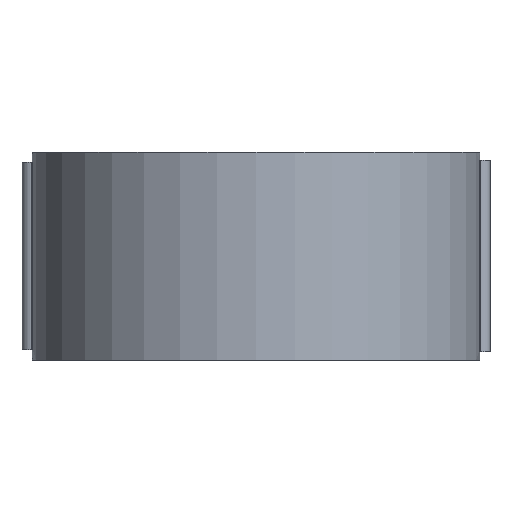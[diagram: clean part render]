
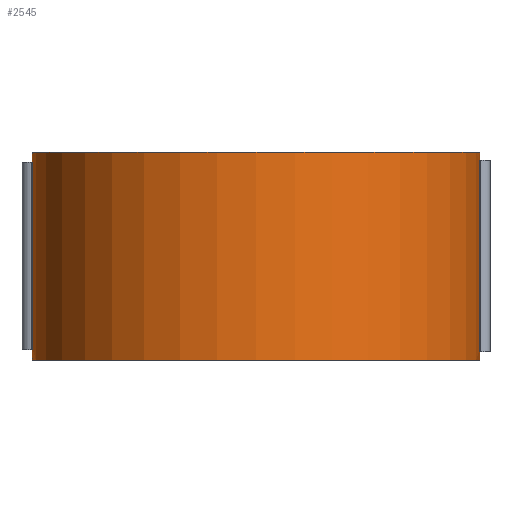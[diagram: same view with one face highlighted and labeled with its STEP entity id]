
A CAD part, front view. The second image highlights one B-rep face of the part: STEP entity #2545.
In plain terms, the highlighted cylindrical face has radius 10.75 mm (diameter 21.5 mm), a partial arc.
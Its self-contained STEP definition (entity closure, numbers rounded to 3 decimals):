
#138=CIRCLE('',#2760,10.75);
#139=CIRCLE('',#2761,10.75);
#140=CIRCLE('',#2762,10.75);
#141=CIRCLE('',#2763,10.75);
#142=CIRCLE('',#2764,10.75);
#143=CIRCLE('',#2765,10.75);
#323=LINE('',#4176,#507);
#331=LINE('',#4192,#515);
#334=LINE('',#4206,#518);
#335=LINE('',#4211,#519);
#336=LINE('',#4215,#520);
#337=LINE('',#4219,#521);
#507=VECTOR('',#3194,1000.);
#515=VECTOR('',#3202,1000.);
#518=VECTOR('',#3219,1000.);
#519=VECTOR('',#3224,1000.);
#520=VECTOR('',#3227,1000.);
#521=VECTOR('',#3230,1000.);
#793=ORIENTED_EDGE('',*,*,#1519,.T.);
#794=ORIENTED_EDGE('',*,*,#1534,.T.);
#795=ORIENTED_EDGE('',*,*,#1535,.F.);
#796=ORIENTED_EDGE('',*,*,#1536,.F.);
#797=ORIENTED_EDGE('',*,*,#1527,.T.);
#798=ORIENTED_EDGE('',*,*,#1537,.T.);
#799=ORIENTED_EDGE('',*,*,#1538,.F.);
#800=ORIENTED_EDGE('',*,*,#1539,.F.);
#801=ORIENTED_EDGE('',*,*,#1540,.F.);
#802=ORIENTED_EDGE('',*,*,#1541,.T.);
#803=ORIENTED_EDGE('',*,*,#1542,.F.);
#804=ORIENTED_EDGE('',*,*,#1543,.F.);
#1519=EDGE_CURVE('',#1879,#1878,#323,.T.);
#1527=EDGE_CURVE('',#1887,#1886,#331,.T.);
#1534=EDGE_CURVE('',#1878,#1890,#138,.T.);
#1535=EDGE_CURVE('',#1891,#1890,#334,.F.);
#1536=EDGE_CURVE('',#1887,#1891,#139,.T.);
#1537=EDGE_CURVE('',#1886,#1892,#140,.T.);
#1538=EDGE_CURVE('',#1893,#1892,#335,.T.);
#1539=EDGE_CURVE('',#1894,#1893,#141,.T.);
#1540=EDGE_CURVE('',#1895,#1894,#336,.T.);
#1541=EDGE_CURVE('',#1895,#1896,#142,.T.);
#1542=EDGE_CURVE('',#1897,#1896,#337,.T.);
#1543=EDGE_CURVE('',#1879,#1897,#143,.T.);
#1878=VERTEX_POINT('',#4175);
#1879=VERTEX_POINT('',#4177);
#1886=VERTEX_POINT('',#4191);
#1887=VERTEX_POINT('',#4193);
#1890=VERTEX_POINT('',#4205);
#1891=VERTEX_POINT('',#4207);
#1892=VERTEX_POINT('',#4210);
#1893=VERTEX_POINT('',#4212);
#1894=VERTEX_POINT('',#4214);
#1895=VERTEX_POINT('',#4216);
#1896=VERTEX_POINT('',#4218);
#1897=VERTEX_POINT('',#4220);
#2115=EDGE_LOOP('',(#793,#794,#795,#796,#797,#798,#799,#800,#801,#802,#803,
#804));
#2291=FACE_BOUND('',#2115,.T.);
#2460=CYLINDRICAL_SURFACE('',#2759,10.75);
#2545=ADVANCED_FACE('',(#2291),#2460,.T.);
#2759=AXIS2_PLACEMENT_3D('',#4203,#3215,#3216);
#2760=AXIS2_PLACEMENT_3D('',#4204,#3217,#3218);
#2761=AXIS2_PLACEMENT_3D('',#4208,#3220,#3221);
#2762=AXIS2_PLACEMENT_3D('',#4209,#3222,#3223);
#2763=AXIS2_PLACEMENT_3D('',#4213,#3225,#3226);
#2764=AXIS2_PLACEMENT_3D('',#4217,#3228,#3229);
#2765=AXIS2_PLACEMENT_3D('',#4221,#3231,#3232);
#3194=DIRECTION('',(0.,0.,-1.));
#3202=DIRECTION('',(0.,0.,-1.));
#3215=DIRECTION('',(0.,0.,-1.));
#3216=DIRECTION('',(-1.,0.,0.));
#3217=DIRECTION('',(0.,0.,1.));
#3218=DIRECTION('',(1.,0.,0.));
#3219=DIRECTION('',(0.,0.,-1.));
#3220=DIRECTION('',(0.,0.,1.));
#3221=DIRECTION('',(1.,0.,0.));
#3222=DIRECTION('',(0.,0.,1.));
#3223=DIRECTION('',(1.,0.,0.));
#3224=DIRECTION('',(0.,0.,-1.));
#3225=DIRECTION('',(0.,0.,1.));
#3226=DIRECTION('',(1.,0.,0.));
#3227=DIRECTION('',(0.,0.,-1.));
#3228=DIRECTION('',(0.,0.,1.));
#3229=DIRECTION('',(1.,0.,0.));
#3230=DIRECTION('',(0.,0.,-1.));
#3231=DIRECTION('',(0.,0.,1.));
#3232=DIRECTION('',(1.,0.,0.));
#4175=CARTESIAN_POINT('',(-10.75,0.,4.5));
#4176=CARTESIAN_POINT('',(-10.75,0.,5.));
#4177=CARTESIAN_POINT('',(-10.75,0.,5.));
#4191=CARTESIAN_POINT('',(-10.75,0.,-5.));
#4192=CARTESIAN_POINT('',(-10.75,0.,5.));
#4193=CARTESIAN_POINT('',(-10.75,0.,-4.5));
#4203=CARTESIAN_POINT('',(0.,0.,5.));
#4204=CARTESIAN_POINT('',(0.,0.,4.5));
#4205=CARTESIAN_POINT('',(-10.724,-0.749,4.5));
#4206=CARTESIAN_POINT('',(-10.724,-0.749,5.));
#4207=CARTESIAN_POINT('',(-10.724,-0.749,-4.5));
#4208=CARTESIAN_POINT('',(0.,0.,-4.5));
#4209=CARTESIAN_POINT('',(0.,0.,-5.));
#4210=CARTESIAN_POINT('',(10.75,0.,-5.));
#4211=CARTESIAN_POINT('',(10.75,0.,5.));
#4212=CARTESIAN_POINT('',(10.75,0.,-4.6));
#4213=CARTESIAN_POINT('',(0.,0.,-4.6));
#4214=CARTESIAN_POINT('',(10.724,-0.749,-4.6));
#4215=CARTESIAN_POINT('',(10.724,-0.749,5.));
#4216=CARTESIAN_POINT('',(10.724,-0.749,4.6));
#4217=CARTESIAN_POINT('',(0.,0.,4.6));
#4218=CARTESIAN_POINT('',(10.75,0.,4.6));
#4219=CARTESIAN_POINT('',(10.75,0.,5.));
#4220=CARTESIAN_POINT('',(10.75,0.,5.));
#4221=CARTESIAN_POINT('',(0.,0.,5.));
